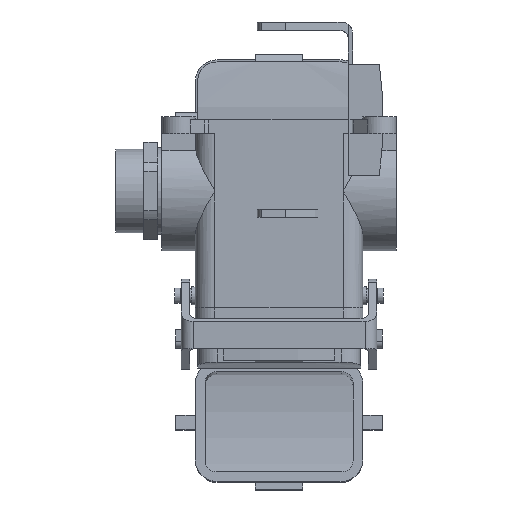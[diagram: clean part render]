
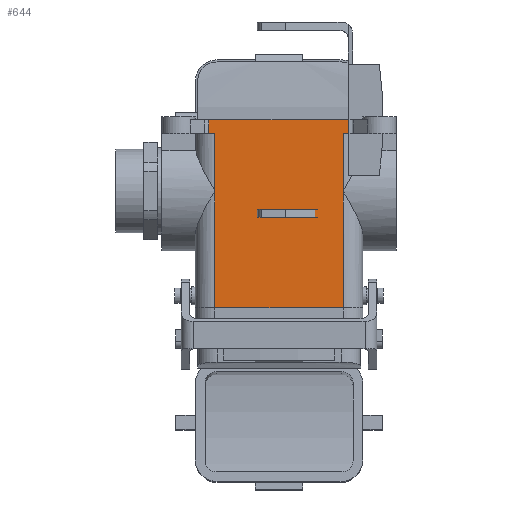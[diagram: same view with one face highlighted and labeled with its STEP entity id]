
A CAD part, top view. The second image highlights one B-rep face of the part: STEP entity #644.
In plain terms, the highlighted planar face has unit normal (0, 0, 1).
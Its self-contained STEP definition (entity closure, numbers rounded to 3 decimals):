
#644 = ADVANCED_FACE( '', ( #1385 ), #1386, .F. );
#1385 = FACE_OUTER_BOUND( '', #2217, .T. );
#1386 = PLANE( '', #2218 );
#2217 = EDGE_LOOP( '', ( #4016, #4017, #4018, #4019, #4020, #4021, #4022, #4023, #4024, #4025 ) );
#2218 = AXIS2_PLACEMENT_3D( '', #4026, #4027, #4028 );
#4016 = ORIENTED_EDGE( '', *, *, #5436, .T. );
#4017 = ORIENTED_EDGE( '', *, *, #5428, .T. );
#4018 = ORIENTED_EDGE( '', *, *, #5334, .F. );
#4019 = ORIENTED_EDGE( '', *, *, #5437, .F. );
#4020 = ORIENTED_EDGE( '', *, *, #4701, .F. );
#4021 = ORIENTED_EDGE( '', *, *, #4814, .F. );
#4022 = ORIENTED_EDGE( '', *, *, #5213, .T. );
#4023 = ORIENTED_EDGE( '', *, *, #4830, .T. );
#4024 = ORIENTED_EDGE( '', *, *, #5401, .F. );
#4025 = ORIENTED_EDGE( '', *, *, #5438, .F. );
#4026 = CARTESIAN_POINT( '', ( 25.186, -5., 21.5 ) );
#4027 = DIRECTION( '', ( 0., 0., -1. ) );
#4028 = DIRECTION( '', ( -1., 0., 0. ) );
#4701 = EDGE_CURVE( '', #5562, #5564, #5565, .T. );
#4814 = EDGE_CURVE( '', #5765, #5562, #5767, .T. );
#4830 = EDGE_CURVE( '', #5795, #5793, #5796, .T. );
#5213 = EDGE_CURVE( '', #5765, #5795, #6411, .T. );
#5334 = EDGE_CURVE( '', #6570, #6572, #6573, .T. );
#5401 = EDGE_CURVE( '', #6654, #5793, #6656, .T. );
#5428 = EDGE_CURVE( '', #6690, #6572, #6693, .T. );
#5436 = EDGE_CURVE( '', #6702, #6690, #6703, .T. );
#5437 = EDGE_CURVE( '', #5564, #6570, #6704, .T. );
#5438 = EDGE_CURVE( '', #6702, #6654, #6705, .T. );
#5562 = VERTEX_POINT( '', #6839 );
#5564 = VERTEX_POINT( '', #6841 );
#5565 = LINE( '', #6842, #6843 );
#5765 = VERTEX_POINT( '', #7279 );
#5767 = LINE( '', #7281, #7282 );
#5793 = VERTEX_POINT( '', #7315 );
#5795 = VERTEX_POINT( '', #7317 );
#5796 = LINE( '', #7318, #7319 );
#6411 = LINE( '', #8243, #8244 );
#6570 = VERTEX_POINT( '', #8487 );
#6572 = VERTEX_POINT( '', #8489 );
#6573 = LINE( '', #8490, #8491 );
#6654 = VERTEX_POINT( '', #8603 );
#6656 = LINE( '', #8605, #8606 );
#6690 = VERTEX_POINT( '', #8648 );
#6693 = LINE( '', #8677, #8678 );
#6702 = VERTEX_POINT( '', #8687 );
#6703 = LINE( '', #8688, #8689 );
#6704 = LINE( '', #8690, #8691 );
#6705 = LINE( '', #8692, #8693 );
#6839 = CARTESIAN_POINT( '', ( 23., -5., 21.5 ) );
#6841 = CARTESIAN_POINT( '', ( 23., -25.5, 21.5 ) );
#6842 = CARTESIAN_POINT( '', ( 23., 55.476, 21.5 ) );
#6843 = VECTOR( '', #8939, 1000. );
#7279 = CARTESIAN_POINT( '', ( 25.186, -5., 21.5 ) );
#7281 = CARTESIAN_POINT( '', ( 25.186, -5., 21.5 ) );
#7282 = VECTOR( '', #9080, 1000. );
#7315 = CARTESIAN_POINT( '', ( -25.186, 0., 21.5 ) );
#7317 = CARTESIAN_POINT( '', ( 25.186, 0., 21.5 ) );
#7318 = CARTESIAN_POINT( '', ( 25.186, 0., 21.5 ) );
#7319 = VECTOR( '', #9103, 1000. );
#8243 = CARTESIAN_POINT( '', ( 25.186, -5., 21.5 ) );
#8244 = VECTOR( '', #9570, 1000. );
#8487 = CARTESIAN_POINT( '', ( 23., -67.4, 21.5 ) );
#8489 = CARTESIAN_POINT( '', ( -23., -67.4, 21.5 ) );
#8490 = CARTESIAN_POINT( '', ( -23., -67.4, 21.5 ) );
#8491 = VECTOR( '', #9702, 1000. );
#8603 = CARTESIAN_POINT( '', ( -25.186, -5., 21.5 ) );
#8605 = CARTESIAN_POINT( '', ( -25.186, -5., 21.5 ) );
#8606 = VECTOR( '', #9769, 1000. );
#8648 = CARTESIAN_POINT( '', ( -23., -25.5, 21.5 ) );
#8677 = CARTESIAN_POINT( '', ( -23., 55.476, 21.5 ) );
#8678 = VECTOR( '', #9803, 1000. );
#8687 = CARTESIAN_POINT( '', ( -23., -5., 21.5 ) );
#8688 = CARTESIAN_POINT( '', ( -23., 55.476, 21.5 ) );
#8689 = VECTOR( '', #9810, 1000. );
#8690 = CARTESIAN_POINT( '', ( 23., 55.476, 21.5 ) );
#8691 = VECTOR( '', #9811, 1000. );
#8692 = CARTESIAN_POINT( '', ( 25.186, -5., 21.5 ) );
#8693 = VECTOR( '', #9812, 1000. );
#8939 = DIRECTION( '', ( 0., -1., 0. ) );
#9080 = DIRECTION( '', ( -1., 0., 0. ) );
#9103 = DIRECTION( '', ( -1., 0., 0. ) );
#9570 = DIRECTION( '', ( 0., 1., 0. ) );
#9702 = DIRECTION( '', ( -1., 0., 0. ) );
#9769 = DIRECTION( '', ( 0., 1., 0. ) );
#9803 = DIRECTION( '', ( 0., -1., 0. ) );
#9810 = DIRECTION( '', ( 0., -1., 0. ) );
#9811 = DIRECTION( '', ( 0., -1., 0. ) );
#9812 = DIRECTION( '', ( -1., 0., 0. ) );
